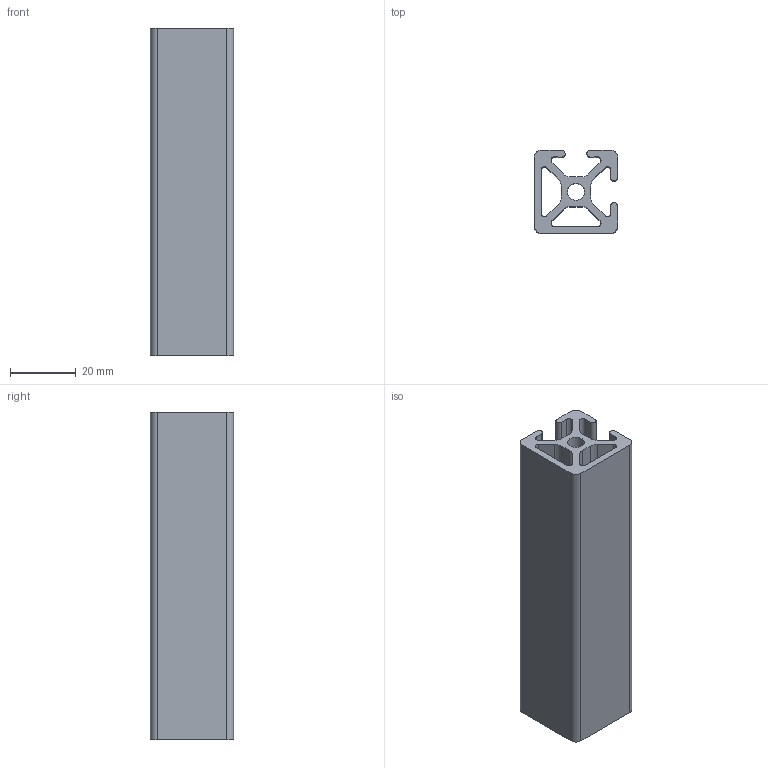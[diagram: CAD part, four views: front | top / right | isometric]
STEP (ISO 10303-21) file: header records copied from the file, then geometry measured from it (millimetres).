
FILE_DESCRIPTION (( 'STEP AP214' ), '1' );
FILE_NAME ('1.0x1.0 2SA.STEP', '2022-10-05T13:41:22', ( '' ), ( '' ), 'SwSTEP 2.0', 'SolidWorks 2022', '' );
FILE_SCHEMA (( 'AUTOMOTIVE_DESIGN' ));
Length unit declared in the file: inch
Products named in the file (1): 1.0x1.0 2SA
Bounding box: 25.4 x 25.4 x 100 mm (x, y, z)
Volume: 30765.8 mm3; surface area: 24295.6 mm2
Topology: 1 solids, 1 shells, 61 faces, 177 edges, 118 vertices
Faces by surface type: cylinder 31, plane 30
Entity records: 2085 total; most frequent: DIRECTION 363, CARTESIAN_POINT 357, ORIENTED_EDGE 354, EDGE_CURVE 177, AXIS2_PLACEMENT_3D 124, VERTEX_POINT 118, VECTOR 115, LINE 115
